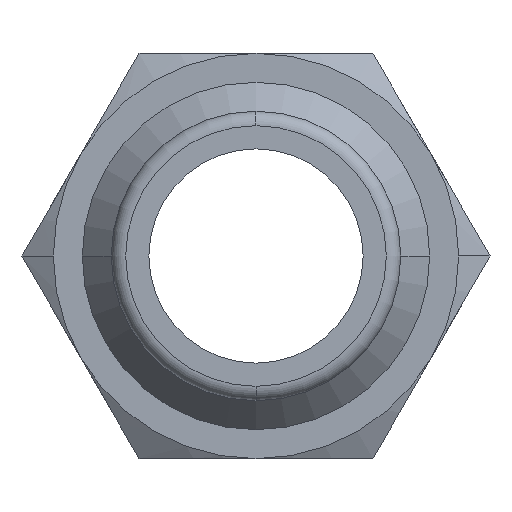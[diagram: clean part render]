
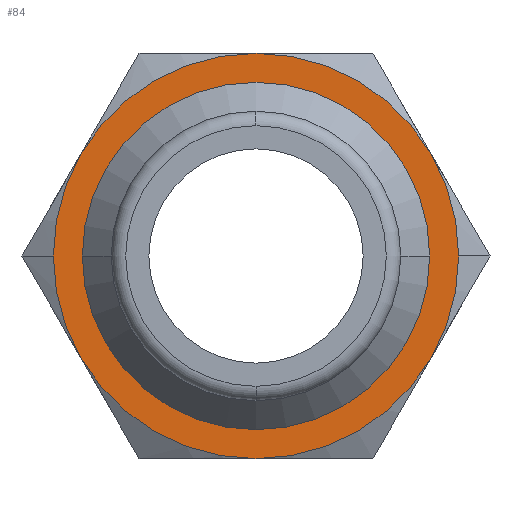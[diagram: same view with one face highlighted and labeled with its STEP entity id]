
A CAD part, front view. The second image highlights one B-rep face of the part: STEP entity #84.
In plain terms, the highlighted planar face has unit normal (0, -1, 0).
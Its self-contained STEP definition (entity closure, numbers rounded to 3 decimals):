
#84=ADVANCED_FACE('',(#212,#213),#214,.T.);
#212=FACE_OUTER_BOUND('',#387,.T.);
#213=FACE_BOUND('',#388,.T.);
#214=PLANE('',#389);
#387=EDGE_LOOP('',(#569,#570,#571,#572,#573,#574,#575,#576));
#388=EDGE_LOOP('',(#577,#578));
#389=AXIS2_PLACEMENT_3D('',#579,#580,#581);
#569=ORIENTED_EDGE('',*,*,#1016,.F.);
#570=ORIENTED_EDGE('',*,*,#1004,.F.);
#571=ORIENTED_EDGE('',*,*,#1017,.F.);
#572=ORIENTED_EDGE('',*,*,#1018,.F.);
#573=ORIENTED_EDGE('',*,*,#1019,.F.);
#574=ORIENTED_EDGE('',*,*,#1020,.F.);
#575=ORIENTED_EDGE('',*,*,#1021,.F.);
#576=ORIENTED_EDGE('',*,*,#1022,.F.);
#577=ORIENTED_EDGE('',*,*,#1023,.F.);
#578=ORIENTED_EDGE('',*,*,#1024,.F.);
#579=CARTESIAN_POINT('',(3.5,20.0,0.0));
#580=DIRECTION('',(-0.0,-1.0,-0.0));
#581=DIRECTION('',(-1.0,0.0,0.0));
#1004=EDGE_CURVE('',#1178,#1180,#1181,.T.);
#1016=EDGE_CURVE('',#1180,#1200,#1201,.T.);
#1017=EDGE_CURVE('',#1202,#1178,#1203,.T.);
#1018=EDGE_CURVE('',#1204,#1202,#1205,.T.);
#1019=EDGE_CURVE('',#1206,#1204,#1207,.T.);
#1020=EDGE_CURVE('',#1208,#1206,#1209,.T.);
#1021=EDGE_CURVE('',#1210,#1208,#1211,.T.);
#1022=EDGE_CURVE('',#1200,#1210,#1212,.T.);
#1023=EDGE_CURVE('',#1213,#1214,#1215,.T.);
#1024=EDGE_CURVE('',#1214,#1213,#1216,.T.);
#1178=VERTEX_POINT('',#1424);
#1180=VERTEX_POINT('',#1437);
#1181=CIRCLE('',#1438,7.0);
#1200=VERTEX_POINT('',#1492);
#1201=CIRCLE('',#1493,7.0);
#1202=VERTEX_POINT('',#1494);
#1203=CIRCLE('',#1495,7.0);
#1204=VERTEX_POINT('',#1496);
#1205=CIRCLE('',#1497,7.0);
#1206=VERTEX_POINT('',#1498);
#1207=CIRCLE('',#1499,7.0);
#1208=VERTEX_POINT('',#1500);
#1209=CIRCLE('',#1501,7.0);
#1210=VERTEX_POINT('',#1502);
#1211=CIRCLE('',#1503,7.0);
#1212=CIRCLE('',#1504,7.0);
#1213=VERTEX_POINT('',#1505);
#1214=VERTEX_POINT('',#1506);
#1215=CIRCLE('',#1507,6.0);
#1216=CIRCLE('',#1508,6.0);
#1424=CARTESIAN_POINT('',(0.,20.0,7.0));
#1437=CARTESIAN_POINT('',(6.062,20.0,3.5));
#1438=AXIS2_PLACEMENT_3D('',#1962,#1963,#1964);
#1492=CARTESIAN_POINT('',(7.0,20.0,0.));
#1493=AXIS2_PLACEMENT_3D('',#1976,#1977,#1978);
#1494=CARTESIAN_POINT('',(-6.062,20.0,3.5));
#1495=AXIS2_PLACEMENT_3D('',#1979,#1980,#1981);
#1496=CARTESIAN_POINT('',(-7.0,20.0,0.));
#1497=AXIS2_PLACEMENT_3D('',#1982,#1983,#1984);
#1498=CARTESIAN_POINT('',(-6.062,20.0,-3.5));
#1499=AXIS2_PLACEMENT_3D('',#1985,#1986,#1987);
#1500=CARTESIAN_POINT('',(0.0,20.0,-7.0));
#1501=AXIS2_PLACEMENT_3D('',#1988,#1989,#1990);
#1502=CARTESIAN_POINT('',(6.062,20.0,-3.5));
#1503=AXIS2_PLACEMENT_3D('',#1991,#1992,#1993);
#1504=AXIS2_PLACEMENT_3D('',#1994,#1995,#1996);
#1505=CARTESIAN_POINT('',(-6.0,20.0,0.));
#1506=CARTESIAN_POINT('',(6.0,20.0,0.));
#1507=AXIS2_PLACEMENT_3D('',#1997,#1998,#1999);
#1508=AXIS2_PLACEMENT_3D('',#2000,#2001,#2002);
#1962=CARTESIAN_POINT('',(0.0,20.0,0.0));
#1963=DIRECTION('',(-0.0,1.0,0.0));
#1964=DIRECTION('',(1.0,0.0,0.0));
#1976=CARTESIAN_POINT('',(0.0,20.0,0.0));
#1977=DIRECTION('',(-0.0,1.0,0.0));
#1978=DIRECTION('',(1.0,0.0,0.0));
#1979=CARTESIAN_POINT('',(0.0,20.0,0.0));
#1980=DIRECTION('',(-0.0,1.0,0.0));
#1981=DIRECTION('',(1.0,0.0,0.0));
#1982=CARTESIAN_POINT('',(0.0,20.0,0.0));
#1983=DIRECTION('',(-0.0,1.0,0.0));
#1984=DIRECTION('',(1.0,0.0,0.0));
#1985=CARTESIAN_POINT('',(0.0,20.0,0.0));
#1986=DIRECTION('',(-0.0,1.0,0.0));
#1987=DIRECTION('',(1.0,0.0,0.0));
#1988=CARTESIAN_POINT('',(0.0,20.0,0.0));
#1989=DIRECTION('',(-0.0,1.0,0.0));
#1990=DIRECTION('',(1.0,0.0,0.0));
#1991=CARTESIAN_POINT('',(0.0,20.0,0.0));
#1992=DIRECTION('',(-0.0,1.0,0.0));
#1993=DIRECTION('',(1.0,0.0,0.0));
#1994=CARTESIAN_POINT('',(0.0,20.0,0.0));
#1995=DIRECTION('',(-0.0,1.0,0.0));
#1996=DIRECTION('',(1.0,0.0,0.0));
#1997=CARTESIAN_POINT('',(0.0,20.0,0.0));
#1998=DIRECTION('',(0.0,-1.0,0.0));
#1999=DIRECTION('',(1.0,0.0,0.0));
#2000=CARTESIAN_POINT('',(0.0,20.0,0.0));
#2001=DIRECTION('',(0.0,-1.0,0.0));
#2002=DIRECTION('',(1.0,0.0,0.0));
